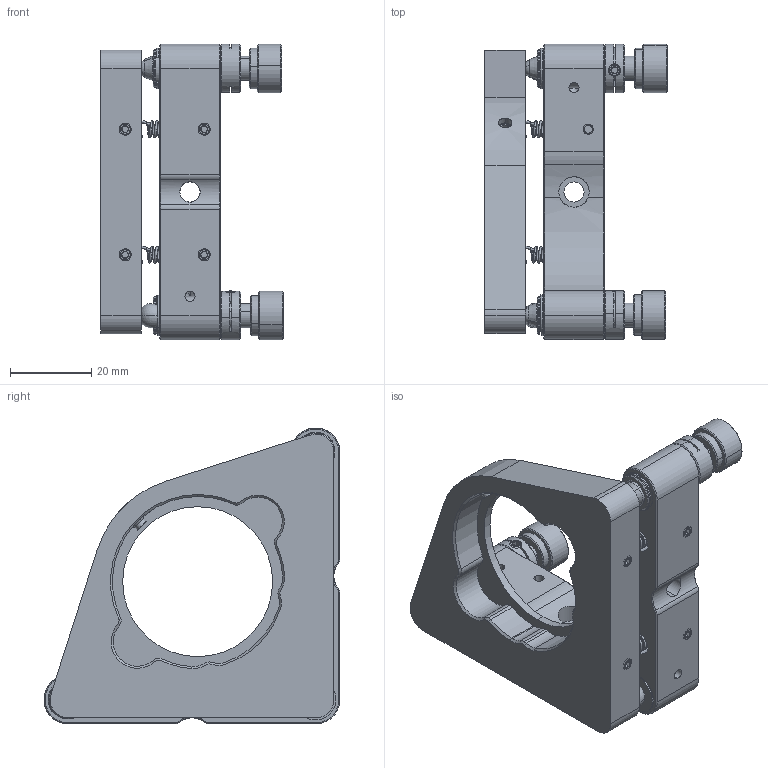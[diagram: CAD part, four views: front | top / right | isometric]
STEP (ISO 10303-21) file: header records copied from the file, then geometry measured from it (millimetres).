
FILE_DESCRIPTION (( 'STEP AP203' ), '1' );
FILE_NAME ('1.1.1.20_ZJB-40-2_光学调整架，用于φ40mm光学元件，两轴.STEP', '2022-09-09T01:55:55', ( '' ), ( '' ), 'SwSTEP 2.0', 'SolidWorks 2021', '' );
FILE_SCHEMA (( 'CONFIG_CONTROL_DESIGN' ));
Length unit declared in the file: millimetre
Products named in the file (18): DXG，带台阶螺纹旋钮_3.2.10.4-DXG-M0625-1208; 30.5.1-14，LPJ3，M3不锈钢平头紧定螺丝_30.5.1-LPJ3*3; 1.1.1.13.1，光学调整架转换件，用于φ1英寸光学元件，Rev.A; 30.8.8-14，M4尼龙头顶丝，A_30.8.8-LNJ4*4; 1.1.1.4.2，光学调整架后面板，用于φ2英寸光学元件，A; 1.1.1.9.1_光学调整架前面板，用于φ40mm光学元件; 1.1.1.20_ZJB-40-2_光学调整架，用于φ40mm光学元件，两轴; DXS-0625梓袧倰牉挴蹟佪_3.2.2.17-DXS-0625-31.6; 30.5.1-14，LPJ3，M3不锈钢平头紧定螺丝_30.5.6-LPJ3*10; DXS-0625梓袧倰鞠褒覃誹ん _3.2.2.17.1-DXS-0625-31.6; 32.4.2，QB-φ5.0x1，φ5.0x1 白钢垫片，A; 31.1.6，TL-φ5x17-0.8，2，φ5x17-0.8，双向拉簧，A; DXR 挠性锁紧细牙螺母_3.2.3.17_DXR-CK0625-21.6; 36.1，440c不锈钢滚珠_36.1.6_GZ-B4; 耳1.5 440C粣創詩埴翐种_33.2.25-DZ-耳1.5*5; DXR挠性锁紧细牙螺母，零部件_3.2.3.17.1-DXR-CK0625-21.6; 32.7.1，KC-8，C型卡环，装配尺寸8mm，厚度0.75，A; 36.1，440c不锈钢滚珠_36.1.8_GZ-B6
Assembly tree (30 placements, depth 3):
  1.1.1.20_ZJB-40-2_光学调整架，用于φ40mm光学元件，两轴
    1.1.1.4.2，光学调整架后面板，用于φ2英寸光学元件，A
    1.1.1.9.1_光学调整架前面板，用于φ40mm光学元件
    DXS-0625梓袧倰牉挴蹟佪_3.2.2.17-DXS-0625-31.6  x2
      DXS-0625梓袧倰鞠褒覃誹ん _3.2.2.17.1-DXS-0625-31.6
      36.1，440c不锈钢滚珠_36.1.6_GZ-B4
    1.1.1.13.1，光学调整架转换件，用于φ1英寸光学元件，Rev.A
    36.1，440c不锈钢滚珠_36.1.8_GZ-B6
    DXR 挠性锁紧细牙螺母_3.2.3.17_DXR-CK0625-21.6  x2
      DXR挠性锁紧细牙螺母，零部件_3.2.3.17.1-DXR-CK0625-21.6
      30.5.1-14，LPJ3，M3不锈钢平头紧定螺丝_30.5.1-LPJ3*3
      32.7.1，KC-8，C型卡环，装配尺寸8mm，厚度0.75，A
    DXG，带台阶螺纹旋钮_3.2.10.4-DXG-M0625-1208  x2
    30.8.8-14，M4尼龙头顶丝，A_30.8.8-LNJ4*4
    30.5.1-14，LPJ3，M3不锈钢平头紧定螺丝_30.5.6-LPJ3*10  x8
    31.1.6，TL-φ5x17-0.8，2，φ5x17-0.8，双向拉簧，A  x4
    32.4.2，QB-φ5.0x1，φ5.0x1 白钢垫片，A
    耳1.5 440C粣創詩埴翐种_33.2.25-DZ-耳1.5*5
Bounding box: 44.97 x 73 x 73 mm (x, y, z)
Volume: 48031.7 mm3; surface area: 28126.2 mm2
Topology: 31 solids, 31 shells, 755 faces, 1748 edges, 1046 vertices
Faces by surface type: cylinder 255, plane 213, cone 205, bspline 40, sphere 22, torus 20
Entity records: 30767 total; most frequent: CARTESIAN_POINT 17899, DIRECTION 2363, ORIENTED_EDGE 2100, EDGE_CURVE 1050, AXIS2_PLACEMENT_3D 953, VERTEX_POINT 647, EDGE_LOOP 527, CIRCLE 475
